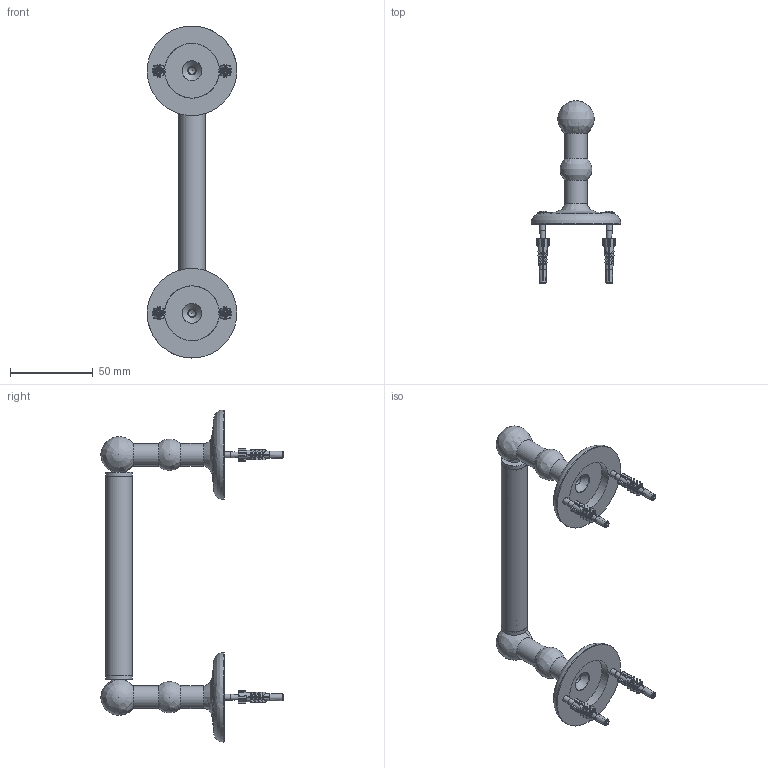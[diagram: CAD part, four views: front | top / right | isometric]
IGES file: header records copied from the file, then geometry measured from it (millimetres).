
Global section: file name: N52; native system: Autodesk Inventor 2018; preprocessor: unknown; author: aprice; date: 20171115.083703; units: millimetre
Bounding box: 54 x 110.06 x 200.2 mm (x, y, z)
Volume: 56565.2 mm3; surface area: 41754.7 mm2
Topology: 16 solids, 16 shells, 982 faces, 2928 edges, 1955 vertices
Faces by surface type: bspline 982
